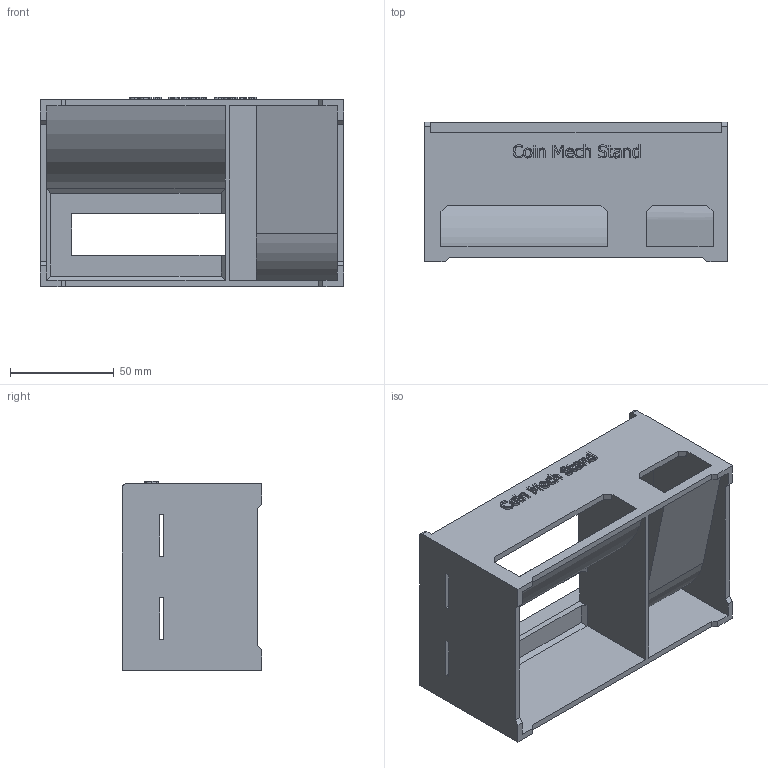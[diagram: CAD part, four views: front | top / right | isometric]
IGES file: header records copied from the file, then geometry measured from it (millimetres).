
Global section: file name: Coin Mech Stand; native system: Autodesk Inventor 2024; preprocessor: unknown; author: Shuhei Jimbo; organization: OCT Co.,Ltd.; date: 20250406.212056; units: millimetre
Bounding box: 146 x 67 x 91 mm (x, y, z)
Volume: 149697.8 mm3; surface area: 93469.7 mm2
Topology: 1 solids, 1 shells, 306 faces, 882 edges, 587 vertices
Faces by surface type: bspline 306
